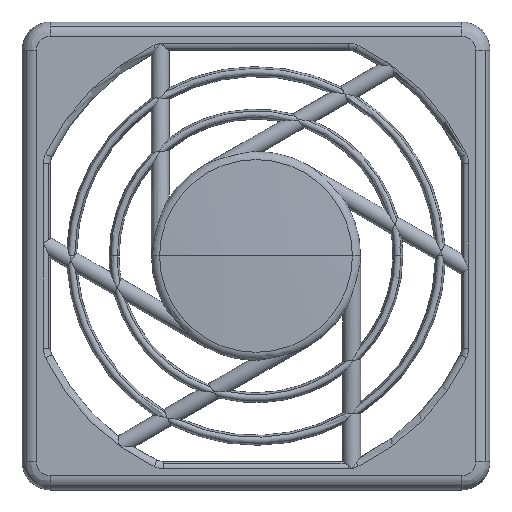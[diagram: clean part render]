
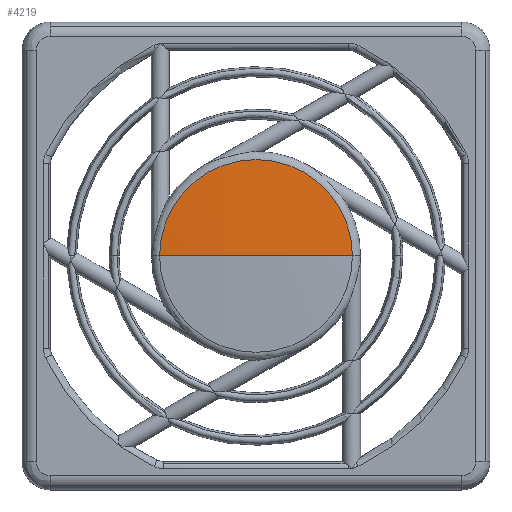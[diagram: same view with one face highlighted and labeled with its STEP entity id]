
A CAD part, top view. The second image highlights one B-rep face of the part: STEP entity #4219.
In plain terms, the highlighted spherical face has radius 183.75 mm.
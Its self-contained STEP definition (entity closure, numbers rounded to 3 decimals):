
#341=CARTESIAN_POINT('',(13.592,0.,5.747));
#342=VERTEX_POINT('',#341);
#350=CARTESIAN_POINT('',(-13.592,0.,5.747));
#351=VERTEX_POINT('',#350);
#2341=CARTESIAN_POINT('',(0.,13.592,5.747));
#2342=VERTEX_POINT('',#2341);
#2343=CARTESIAN_POINT('',(0.,0.,5.747));
#2344=DIRECTION('',(0.0,0.0,-1.0));
#2345=DIRECTION('',(0.0,1.0,0.0));
#2346=AXIS2_PLACEMENT_3D('',#2343,#2344,#2345);
#2347=CIRCLE('',#2346,13.592);
#2348=EDGE_CURVE('',#351,#2342,#2347,.T.);
#2350=CARTESIAN_POINT('',(0.,0.,5.747));
#2351=DIRECTION('',(0.0,0.0,-1.0));
#2352=DIRECTION('',(0.0,1.0,0.0));
#2353=AXIS2_PLACEMENT_3D('',#2350,#2351,#2352);
#2354=CIRCLE('',#2353,13.592);
#2355=EDGE_CURVE('',#2342,#342,#2354,.T.);
#4194=CARTESIAN_POINT('',(0.,0.,-177.5));
#4195=DIRECTION('',(0.0,0.0,1.0));
#4196=DIRECTION('',(1.0,0.0,0.0));
#4197=AXIS2_PLACEMENT_3D('',#4194,#4195,#4196);
#4198=SPHERICAL_SURFACE('',#4197,183.75);
#4199=CARTESIAN_POINT('',(0.,0.,6.25));
#4200=VERTEX_POINT('',#4199);
#4201=CARTESIAN_POINT('',(0.,0.,-177.5));
#4202=DIRECTION('',(0.0,-1.0,0.0));
#4203=DIRECTION('',(0.0,0.0,1.0));
#4204=AXIS2_PLACEMENT_3D('',#4201,#4202,#4203);
#4205=CIRCLE('',#4204,183.75);
#4206=EDGE_CURVE('',#4200,#351,#4205,.T.);
#4207=ORIENTED_EDGE('',*,*,#4206,.F.);
#4208=CARTESIAN_POINT('',(0.,0.,-177.5));
#4209=DIRECTION('',(0.0,-1.0,0.0));
#4210=DIRECTION('',(0.0,0.0,1.0));
#4211=AXIS2_PLACEMENT_3D('',#4208,#4209,#4210);
#4212=CIRCLE('',#4211,183.75);
#4213=EDGE_CURVE('',#342,#4200,#4212,.T.);
#4214=ORIENTED_EDGE('',*,*,#4213,.F.);
#4215=ORIENTED_EDGE('',*,*,#2355,.F.);
#4216=ORIENTED_EDGE('',*,*,#2348,.F.);
#4217=EDGE_LOOP('',(#4207,#4214,#4215,#4216));
#4218=FACE_OUTER_BOUND('',#4217,.T.);
#4219=ADVANCED_FACE('',(#4218),#4198,.T.);
